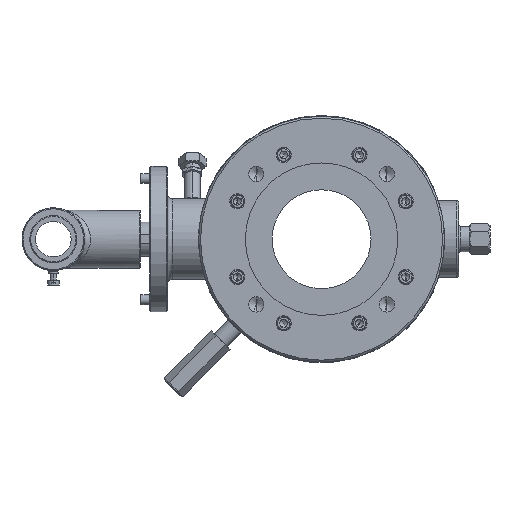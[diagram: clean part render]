
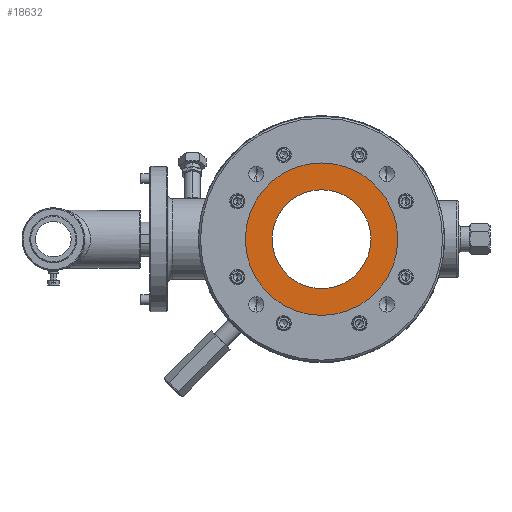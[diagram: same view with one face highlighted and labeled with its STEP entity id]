
A CAD part, left-side view. The second image highlights one B-rep face of the part: STEP entity #18632.
In plain terms, the highlighted planar face has unit normal (-1, 0, 0).
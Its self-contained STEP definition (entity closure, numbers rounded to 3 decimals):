
#72 = DIRECTION ( 'NONE',  ( -1., 0., 0. ) ) ;
#84 = AXIS2_PLACEMENT_3D ( 'NONE', #18234, #18552, #191 ) ;
#185 = AXIS2_PLACEMENT_3D ( 'NONE', #9221, #17861, #19468 ) ;
#190 = AXIS2_PLACEMENT_3D ( 'NONE', #17009, #2315, #12662 ) ;
#191 = DIRECTION ( 'NONE',  ( 0., 0., -1. ) ) ;
#1337 = VERTEX_POINT ( 'NONE', #2698 ) ;
#1479 = FACE_OUTER_BOUND ( 'NONE', #1887, .T. ) ;
#1584 = CARTESIAN_POINT ( 'NONE',  ( -114.5, 0., 0. ) ) ;
#1887 = EDGE_LOOP ( 'NONE', ( #9342, #11478 ) ) ;
#2315 = DIRECTION ( 'NONE',  ( 1., 0., 0. ) ) ;
#2698 = CARTESIAN_POINT ( 'NONE',  ( -114.5, 0., 51. ) ) ;
#3613 = EDGE_CURVE ( 'NONE', #12753, #11403, #12380, .T. ) ;
#4079 = AXIS2_PLACEMENT_3D ( 'NONE', #1584, #72, #17904 ) ;
#5847 = EDGE_LOOP ( 'NONE', ( #16792, #7520 ) ) ;
#6386 = PLANE ( 'NONE',  #4079 ) ;
#6833 = CARTESIAN_POINT ( 'NONE',  ( -114.5, 0., -78.6 ) ) ;
#7466 = CARTESIAN_POINT ( 'NONE',  ( -114.5, 0., 78.6 ) ) ;
#7520 = ORIENTED_EDGE ( 'NONE', *, *, #14665, .T. ) ;
#7981 = FACE_BOUND ( 'NONE', #5847, .T. ) ;
#8293 = DIRECTION ( 'NONE',  ( 0., 0., -1. ) ) ;
#8746 = CIRCLE ( 'NONE', #15990, 51. ) ;
#9221 = CARTESIAN_POINT ( 'NONE',  ( -114.5, 0., 0. ) ) ;
#9342 = ORIENTED_EDGE ( 'NONE', *, *, #3613, .F. ) ;
#10093 = CIRCLE ( 'NONE', #190, 78.6 ) ;
#10859 = EDGE_CURVE ( 'NONE', #11403, #12753, #10093, .T. ) ;
#11403 = VERTEX_POINT ( 'NONE', #6833 ) ;
#11478 = ORIENTED_EDGE ( 'NONE', *, *, #10859, .F. ) ;
#12380 = CIRCLE ( 'NONE', #84, 78.6 ) ;
#12662 = DIRECTION ( 'NONE',  ( 0., 0., -1. ) ) ;
#12753 = VERTEX_POINT ( 'NONE', #7466 ) ;
#12758 = VERTEX_POINT ( 'NONE', #15529 ) ;
#14553 = DIRECTION ( 'NONE',  ( 1., 0., 0. ) ) ;
#14665 = EDGE_CURVE ( 'NONE', #12758, #1337, #8746, .T. ) ;
#14978 = CARTESIAN_POINT ( 'NONE',  ( -114.5, 0., 0. ) ) ;
#15420 = EDGE_CURVE ( 'NONE', #1337, #12758, #15585, .T. ) ;
#15529 = CARTESIAN_POINT ( 'NONE',  ( -114.5, 0., -51. ) ) ;
#15585 = CIRCLE ( 'NONE', #185, 51. ) ;
#15990 = AXIS2_PLACEMENT_3D ( 'NONE', #14978, #14553, #8293 ) ;
#16792 = ORIENTED_EDGE ( 'NONE', *, *, #15420, .T. ) ;
#17009 = CARTESIAN_POINT ( 'NONE',  ( -114.5, 0., 0. ) ) ;
#17861 = DIRECTION ( 'NONE',  ( 1., 0., 0. ) ) ;
#17904 = DIRECTION ( 'NONE',  ( 0., 0., -1. ) ) ;
#18234 = CARTESIAN_POINT ( 'NONE',  ( -114.5, 0., 0. ) ) ;
#18552 = DIRECTION ( 'NONE',  ( 1., 0., 0. ) ) ;
#18632 = ADVANCED_FACE ( 'NONE', ( #1479, #7981 ), #6386, .T. ) ;
#19468 = DIRECTION ( 'NONE',  ( 0., 0., -1. ) ) ;
